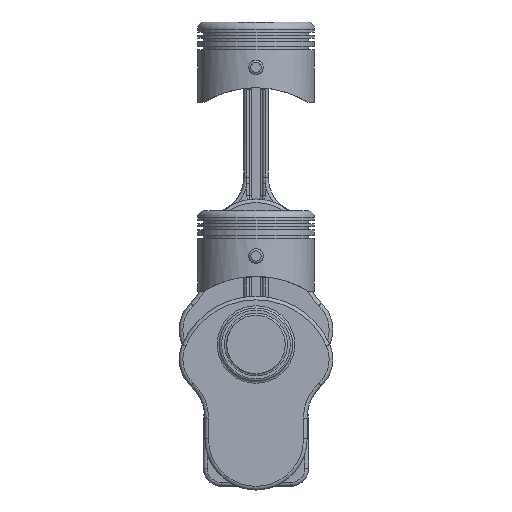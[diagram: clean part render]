
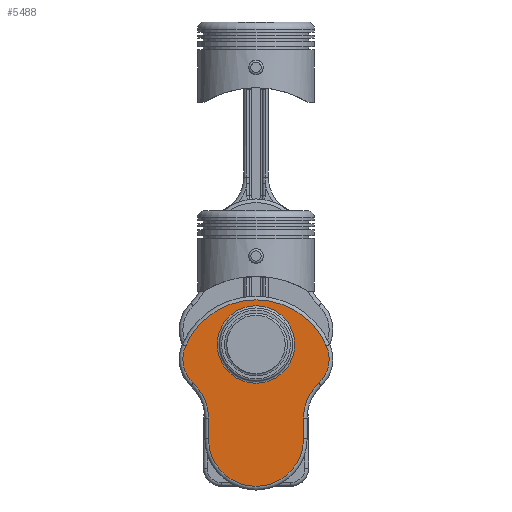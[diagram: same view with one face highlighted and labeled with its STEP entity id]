
A CAD part, front view. The second image highlights one B-rep face of the part: STEP entity #5488.
In plain terms, the highlighted planar face has unit normal (0, -1, 0).
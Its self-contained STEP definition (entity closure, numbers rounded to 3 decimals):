
#738=CIRCLE('',#6408,26.5);
#742=CIRCLE('',#6414,32.5);
#743=CIRCLE('',#6415,22.5);
#744=CIRCLE('',#6416,52.5);
#745=CIRCLE('',#6417,22.5);
#746=CIRCLE('',#6418,32.5);
#747=CIRCLE('',#6419,32.5);
#852=PLANE('',#6413);
#894=FACE_BOUND('',#1631,.T.);
#1230=FACE_OUTER_BOUND('',#1630,.T.);
#1630=EDGE_LOOP('',(#4879,#4880,#4881,#4882,#4883,#4884,#4885,#4886));
#1631=EDGE_LOOP('',(#4887));
#1871=LINE('',#10705,#2095);
#1872=LINE('',#10717,#2096);
#2095=VECTOR('',#8394,10.);
#2096=VECTOR('',#8405,10.);
#2574=VERTEX_POINT('',#10692);
#2577=VERTEX_POINT('',#10703);
#2578=VERTEX_POINT('',#10704);
#2579=VERTEX_POINT('',#10706);
#2580=VERTEX_POINT('',#10708);
#2581=VERTEX_POINT('',#10710);
#2582=VERTEX_POINT('',#10712);
#2583=VERTEX_POINT('',#10714);
#2584=VERTEX_POINT('',#10716);
#3344=EDGE_CURVE('',#2574,#2574,#738,.T.);
#3349=EDGE_CURVE('',#2577,#2578,#1871,.T.);
#3350=EDGE_CURVE('',#2579,#2577,#742,.T.);
#3351=EDGE_CURVE('',#2580,#2579,#743,.T.);
#3352=EDGE_CURVE('',#2581,#2580,#744,.T.);
#3353=EDGE_CURVE('',#2582,#2581,#745,.T.);
#3354=EDGE_CURVE('',#2583,#2582,#746,.T.);
#3355=EDGE_CURVE('',#2584,#2583,#1872,.T.);
#3356=EDGE_CURVE('',#2578,#2584,#747,.T.);
#4879=ORIENTED_EDGE('',*,*,#3349,.F.);
#4880=ORIENTED_EDGE('',*,*,#3350,.F.);
#4881=ORIENTED_EDGE('',*,*,#3351,.F.);
#4882=ORIENTED_EDGE('',*,*,#3352,.F.);
#4883=ORIENTED_EDGE('',*,*,#3353,.F.);
#4884=ORIENTED_EDGE('',*,*,#3354,.F.);
#4885=ORIENTED_EDGE('',*,*,#3355,.F.);
#4886=ORIENTED_EDGE('',*,*,#3356,.F.);
#4887=ORIENTED_EDGE('',*,*,#3344,.F.);
#5488=ADVANCED_FACE('',(#1230,#894),#852,.F.);
#6408=AXIS2_PLACEMENT_3D('',#10694,#8381,#8382);
#6413=AXIS2_PLACEMENT_3D('',#10702,#8392,#8393);
#6414=AXIS2_PLACEMENT_3D('',#10707,#8395,#8396);
#6415=AXIS2_PLACEMENT_3D('',#10709,#8397,#8398);
#6416=AXIS2_PLACEMENT_3D('',#10711,#8399,#8400);
#6417=AXIS2_PLACEMENT_3D('',#10713,#8401,#8402);
#6418=AXIS2_PLACEMENT_3D('',#10715,#8403,#8404);
#6419=AXIS2_PLACEMENT_3D('',#10718,#8406,#8407);
#8381=DIRECTION('center_axis',(0.,-1.,0.));
#8382=DIRECTION('ref_axis',(1.,0.,0.));
#8392=DIRECTION('center_axis',(0.,1.,0.));
#8393=DIRECTION('ref_axis',(1.,0.,0.));
#8394=DIRECTION('',(0.,0.,-1.));
#8395=DIRECTION('center_axis',(0.,-1.,0.));
#8396=DIRECTION('ref_axis',(-0.917,0.,0.399));
#8397=DIRECTION('center_axis',(0.,1.,0.));
#8398=DIRECTION('ref_axis',(0.979,0.,-0.204));
#8399=DIRECTION('center_axis',(0.,1.,0.));
#8400=DIRECTION('ref_axis',(0.,0.,1.));
#8401=DIRECTION('center_axis',(0.,1.,0.));
#8402=DIRECTION('ref_axis',(-0.979,0.,-0.204));
#8403=DIRECTION('center_axis',(0.,-1.,0.));
#8404=DIRECTION('ref_axis',(0.917,0.,0.399));
#8405=DIRECTION('',(0.,0.,1.));
#8406=DIRECTION('center_axis',(0.,1.,0.));
#8407=DIRECTION('ref_axis',(0.,0.,-1.));
#10692=CARTESIAN_POINT('',(0.,-35.,-19.802));
#10694=CARTESIAN_POINT('Origin',(0.,-35.,6.698));
#10702=CARTESIAN_POINT('Origin',(0.,-35.,-26.552));
#10703=CARTESIAN_POINT('',(32.5,-35.,-43.586));
#10704=CARTESIAN_POINT('',(32.5,-35.,-57.802));
#10705=CARTESIAN_POINT('',(32.5,-35.,-42.177));
#10706=CARTESIAN_POINT('',(42.848,-35.,-19.805));
#10707=CARTESIAN_POINT('Origin',(65.,-35.,-43.586));
#10708=CARTESIAN_POINT('',(48.147,-35.,5.63));
#10709=CARTESIAN_POINT('Origin',(27.512,-35.,-3.341));
#10710=CARTESIAN_POINT('',(-48.147,-35.,5.63));
#10711=CARTESIAN_POINT('Origin',(0.,-35.,-15.302));
#10712=CARTESIAN_POINT('',(-42.848,-35.,-19.805));
#10713=CARTESIAN_POINT('Origin',(-27.512,-35.,-3.341));
#10714=CARTESIAN_POINT('',(-32.5,-35.,-43.586));
#10715=CARTESIAN_POINT('Origin',(-65.,-35.,-43.586));
#10716=CARTESIAN_POINT('',(-32.5,-35.,-57.802));
#10717=CARTESIAN_POINT('',(-32.5,-35.,-20.927));
#10718=CARTESIAN_POINT('Origin',(0.,-35.,-57.802));
